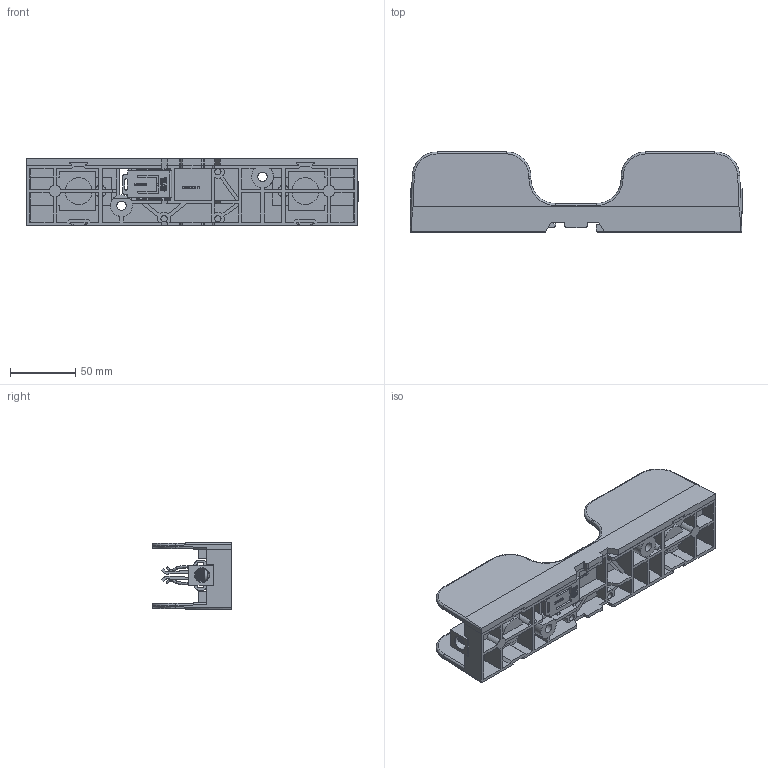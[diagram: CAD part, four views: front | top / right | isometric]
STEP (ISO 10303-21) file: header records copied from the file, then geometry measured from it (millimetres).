
FILE_DESCRIPTION (( 'STEP AP214' ), '1' );
FILE_NAME ('05C0225revA.STEP', '2014-01-16T13:42:27', ( '' ), ( '' ), 'SwSTEP 2.0', 'SolidWorks 2013', '' );
FILE_SCHEMA (( 'AUTOMOTIVE_DESIGN' ));
Length unit declared in the file: inch
Products named in the file (1): 05C0225revA
Bounding box: 255.19 x 61.47 x 51.31 mm (x, y, z)
Volume: 200970.4 mm3; surface area: 135905.4 mm2
Topology: 17 solids, 17 shells, 1259 faces, 3405 edges, 2237 vertices
Faces by surface type: plane 687, cylinder 310, cone 192, bspline 52, torus 16, sphere 2
Full cylindrical faces by diameter (mm): 1.981 x6, 2.54 x2, 3.454 x4, 3.988 x2, 4.013 x2, 4.75 x4, 4.826 x31, 5.105 x8, 5.983 x2, 6.35 x18, 7.112 x2, 8.241 x2, 8.433 x2, 9.525 x22, 11.1 x2, 11.684 x2, 15.672 x2
Entity records: 58814 total; most frequent: CARTESIAN_POINT 12239, ORIENTED_EDGE 6132, DIRECTION 5820, EDGE_CURVE 3066, VERTEX_POINT 2207, LINE 2022, VECTOR 2022, AXIS2_PLACEMENT_3D 1899
